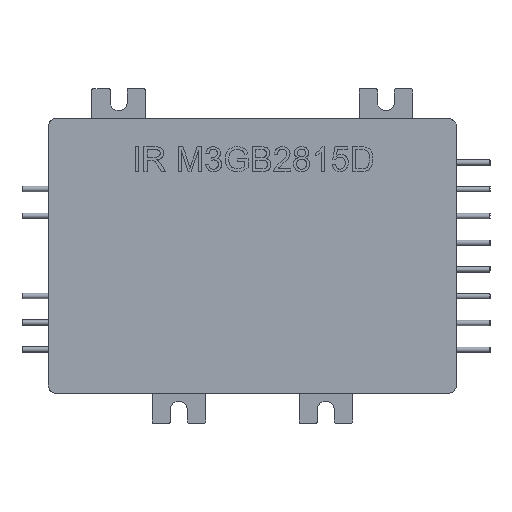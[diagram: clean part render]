
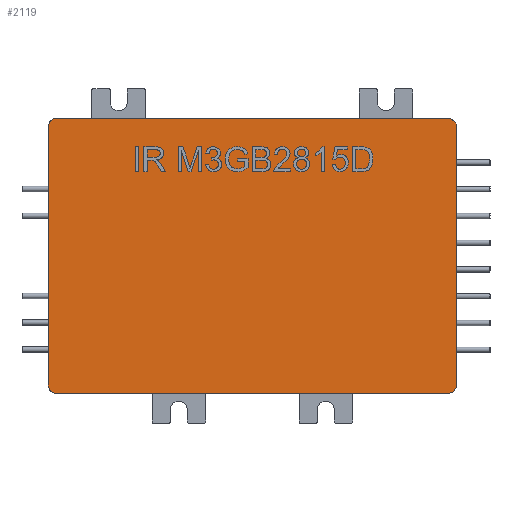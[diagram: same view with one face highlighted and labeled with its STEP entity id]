
A CAD part, top view. The second image highlights one B-rep face of the part: STEP entity #2119.
In plain terms, the highlighted free-form (B-spline) face has degree [1, 1] with [2, 2] control points.
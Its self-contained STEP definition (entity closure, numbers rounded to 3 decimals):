
#596 = VERTEX_POINT('',#597);
#597 = CARTESIAN_POINT('',(-33.081,-20.88,
    10.401));
#602 = EDGE_CURVE('',#596,#603,#605,.T.);
#603 = VERTEX_POINT('',#604);
#604 = CARTESIAN_POINT('',(-33.081,20.88,
    10.401));
#605 = B_SPLINE_CURVE_WITH_KNOTS('',1,(#606,#607),.UNSPECIFIED.,.F.,.F.,
  (2,2),(0.,48.977),.PIECEWISE_BEZIER_KNOTS.);
#606 = CARTESIAN_POINT('',(-33.081,-20.88,
    10.401));
#607 = CARTESIAN_POINT('',(-33.081,20.88,
    10.401));
#647 = VERTEX_POINT('',#648);
#648 = CARTESIAN_POINT('',(-31.708,-22.252,
    10.401));
#653 = EDGE_CURVE('',#596,#647,#654,.T.);
#654 = ( BOUNDED_CURVE() B_SPLINE_CURVE(2,(#655,#656,#657),
.UNSPECIFIED.,.F.,.F.) B_SPLINE_CURVE_WITH_KNOTS((3,3),(3.142,
4.712),.PIECEWISE_BEZIER_KNOTS.) CURVE() 
GEOMETRIC_REPRESENTATION_ITEM() RATIONAL_B_SPLINE_CURVE((1.,
0.707,1.)) REPRESENTATION_ITEM('') );
#655 = CARTESIAN_POINT('',(-33.081,-20.88,
    10.401));
#656 = CARTESIAN_POINT('',(-33.081,-22.252,
    10.401));
#657 = CARTESIAN_POINT('',(-31.708,-22.252,
    10.401));
#694 = EDGE_CURVE('',#695,#603,#697,.T.);
#695 = VERTEX_POINT('',#696);
#696 = CARTESIAN_POINT('',(-31.708,22.252,
    10.401));
#697 = ( BOUNDED_CURVE() B_SPLINE_CURVE(2,(#698,#699,#700),
.UNSPECIFIED.,.F.,.F.) B_SPLINE_CURVE_WITH_KNOTS((3,3),(1.571,
3.142),.PIECEWISE_BEZIER_KNOTS.) CURVE() 
GEOMETRIC_REPRESENTATION_ITEM() RATIONAL_B_SPLINE_CURVE((1.,
0.707,1.)) REPRESENTATION_ITEM('') );
#698 = CARTESIAN_POINT('',(-31.708,22.252,
    10.401));
#699 = CARTESIAN_POINT('',(-33.081,22.252,
    10.401));
#700 = CARTESIAN_POINT('',(-33.081,20.88,
    10.401));
#2119 = ADVANCED_FACE('',(#2120),#2160,.F.);
#2120 = FACE_BOUND('',#2121,.F.);
#2121 = EDGE_LOOP('',(#2122,#2123,#2124,#2131,#2139,#2146,#2154,#2159));
#2122 = ORIENTED_EDGE('',*,*,#602,.T.);
#2123 = ORIENTED_EDGE('',*,*,#694,.F.);
#2124 = ORIENTED_EDGE('',*,*,#2125,.T.);
#2125 = EDGE_CURVE('',#695,#2126,#2128,.T.);
#2126 = VERTEX_POINT('',#2127);
#2127 = CARTESIAN_POINT('',(31.708,22.252,
    10.401));
#2128 = B_SPLINE_CURVE_WITH_KNOTS('',1,(#2129,#2130),.UNSPECIFIED.,.F.,
  .F.,(2,2),(0.,74.377),.PIECEWISE_BEZIER_KNOTS.);
#2129 = CARTESIAN_POINT('',(-31.708,22.252,
    10.401));
#2130 = CARTESIAN_POINT('',(31.708,22.252,
    10.401));
#2131 = ORIENTED_EDGE('',*,*,#2132,.F.);
#2132 = EDGE_CURVE('',#2133,#2126,#2135,.T.);
#2133 = VERTEX_POINT('',#2134);
#2134 = CARTESIAN_POINT('',(33.081,20.88,
    10.401));
#2135 = ( BOUNDED_CURVE() B_SPLINE_CURVE(2,(#2136,#2137,#2138),
.UNSPECIFIED.,.F.,.F.) B_SPLINE_CURVE_WITH_KNOTS((3,3),(0.,
1.571),.PIECEWISE_BEZIER_KNOTS.) CURVE() 
GEOMETRIC_REPRESENTATION_ITEM() RATIONAL_B_SPLINE_CURVE((1.,
0.707,1.)) REPRESENTATION_ITEM('') );
#2136 = CARTESIAN_POINT('',(33.081,20.88,
    10.401));
#2137 = CARTESIAN_POINT('',(33.081,22.252,
    10.401));
#2138 = CARTESIAN_POINT('',(31.708,22.252,
    10.401));
#2139 = ORIENTED_EDGE('',*,*,#2140,.T.);
#2140 = EDGE_CURVE('',#2133,#2141,#2143,.T.);
#2141 = VERTEX_POINT('',#2142);
#2142 = CARTESIAN_POINT('',(33.081,-20.88,
    10.401));
#2143 = B_SPLINE_CURVE_WITH_KNOTS('',1,(#2144,#2145),.UNSPECIFIED.,.F.,
  .F.,(2,2),(0.,48.977),.PIECEWISE_BEZIER_KNOTS.);
#2144 = CARTESIAN_POINT('',(33.081,20.88,
    10.401));
#2145 = CARTESIAN_POINT('',(33.081,-20.88,
    10.401));
#2146 = ORIENTED_EDGE('',*,*,#2147,.F.);
#2147 = EDGE_CURVE('',#2148,#2141,#2150,.T.);
#2148 = VERTEX_POINT('',#2149);
#2149 = CARTESIAN_POINT('',(31.708,-22.252,
    10.401));
#2150 = ( BOUNDED_CURVE() B_SPLINE_CURVE(2,(#2151,#2152,#2153),
.UNSPECIFIED.,.F.,.F.) B_SPLINE_CURVE_WITH_KNOTS((3,3),(4.712,
6.283),.PIECEWISE_BEZIER_KNOTS.) CURVE() 
GEOMETRIC_REPRESENTATION_ITEM() RATIONAL_B_SPLINE_CURVE((1.,
0.707,1.)) REPRESENTATION_ITEM('') );
#2151 = CARTESIAN_POINT('',(31.708,-22.252,
    10.401));
#2152 = CARTESIAN_POINT('',(33.081,-22.252,
    10.401));
#2153 = CARTESIAN_POINT('',(33.081,-20.88,
    10.401));
#2154 = ORIENTED_EDGE('',*,*,#2155,.T.);
#2155 = EDGE_CURVE('',#2148,#647,#2156,.T.);
#2156 = B_SPLINE_CURVE_WITH_KNOTS('',1,(#2157,#2158),.UNSPECIFIED.,.F.,
  .F.,(2,2),(0.,74.377),.PIECEWISE_BEZIER_KNOTS.);
#2157 = CARTESIAN_POINT('',(31.708,-22.252,
    10.401));
#2158 = CARTESIAN_POINT('',(-31.708,-22.252,
    10.401));
#2159 = ORIENTED_EDGE('',*,*,#653,.F.);
#2160 = B_SPLINE_SURFACE_WITH_KNOTS('',1,1,(
    (#2161,#2162)
    ,(#2163,#2164
    )),.UNSPECIFIED.,.F.,.F.,.F.,(2,2),(2,2),(-38.799,38.799),(
    -26.099,26.099),.PIECEWISE_BEZIER_KNOTS.);
#2161 = CARTESIAN_POINT('',(33.081,-22.252,
    10.401));
#2162 = CARTESIAN_POINT('',(33.081,22.252,
    10.401));
#2163 = CARTESIAN_POINT('',(-33.081,-22.252,
    10.401));
#2164 = CARTESIAN_POINT('',(-33.081,22.252,
    10.401));
